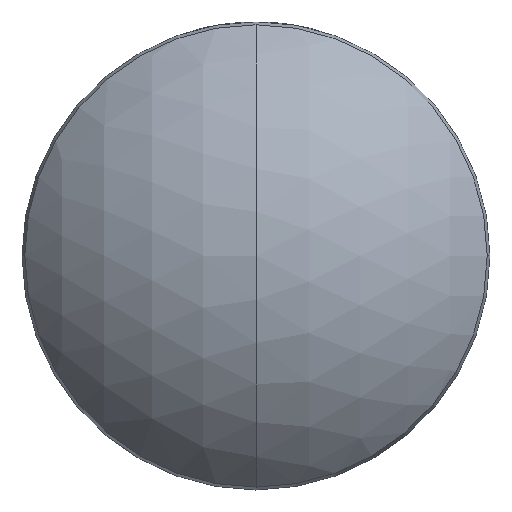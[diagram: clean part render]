
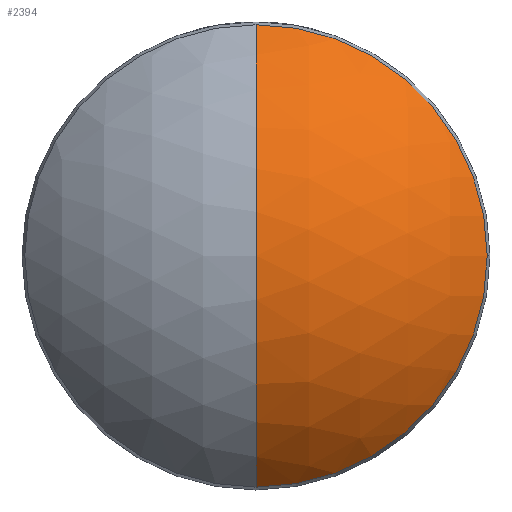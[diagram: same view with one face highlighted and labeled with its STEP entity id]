
A CAD part, top view. The second image highlights one B-rep face of the part: STEP entity #2394.
In plain terms, the highlighted spherical face has radius 16.1 mm.
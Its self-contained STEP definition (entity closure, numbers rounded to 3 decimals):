
#13 = VERTEX_POINT ( 'NONE', #2381 ) ;
#32 = CARTESIAN_POINT ( 'NONE',  ( 0., 12.548, 2.187 ) ) ;
#44 = EDGE_CURVE ( 'NONE', #13, #1489, #398, .T. ) ;
#170 = VERTEX_POINT ( 'NONE', #32 ) ;
#202 = AXIS2_PLACEMENT_3D ( 'NONE', #427, #1807, #217 ) ;
#217 = DIRECTION ( 'NONE',  ( -1., 0., 0. ) ) ;
#344 = DIRECTION ( 'NONE',  ( 0., 1., 0. ) ) ;
#398 = CIRCLE ( 'NONE', #202, 12.548 ) ;
#412 = SPHERICAL_SURFACE ( 'NONE', #2314, 16.1 ) ;
#427 = CARTESIAN_POINT ( 'NONE',  ( 0., 0., 2.187 ) ) ;
#466 = ORIENTED_EDGE ( 'NONE', *, *, #44, .T. ) ;
#478 = CIRCLE ( 'NONE', #2175, 16.1 ) ;
#527 = CARTESIAN_POINT ( 'NONE',  ( 0., 0., -7.9 ) ) ;
#567 = CIRCLE ( 'NONE', #969, 12.548 ) ;
#752 = DIRECTION ( 'NONE',  ( 1., 0., 0. ) ) ;
#850 = CARTESIAN_POINT ( 'NONE',  ( 12.548, 0., 2.187 ) ) ;
#954 = DIRECTION ( 'NONE',  ( -1., 0., 0. ) ) ;
#969 = AXIS2_PLACEMENT_3D ( 'NONE', #1557, #1740, #954 ) ;
#1032 = CIRCLE ( 'NONE', #2095, 16.1 ) ;
#1188 = ORIENTED_EDGE ( 'NONE', *, *, #2060, .F. ) ;
#1287 = CARTESIAN_POINT ( 'NONE',  ( 0., 0., -7.9 ) ) ;
#1370 = DIRECTION ( 'NONE',  ( 0., 1., 0. ) ) ;
#1406 = DIRECTION ( 'NONE',  ( 1., 0., 0. ) ) ;
#1482 = EDGE_LOOP ( 'NONE', ( #1188, #2578, #466, #2333 ) ) ;
#1489 = VERTEX_POINT ( 'NONE', #850 ) ;
#1557 = CARTESIAN_POINT ( 'NONE',  ( 0., 0., 2.187 ) ) ;
#1721 = EDGE_CURVE ( 'NONE', #1489, #170, #567, .T. ) ;
#1740 = DIRECTION ( 'NONE',  ( 0., 0., 1. ) ) ;
#1793 = CARTESIAN_POINT ( 'NONE',  ( 0., 0., 8.2 ) ) ;
#1807 = DIRECTION ( 'NONE',  ( 0., 0., 1. ) ) ;
#1879 = DIRECTION ( 'NONE',  ( 0., 0., 1. ) ) ;
#1900 = DIRECTION ( 'NONE',  ( -1., 0., 0. ) ) ;
#2060 = EDGE_CURVE ( 'NONE', #2240, #170, #1032, .T. ) ;
#2095 = AXIS2_PLACEMENT_3D ( 'NONE', #1287, #1900, #1879 ) ;
#2175 = AXIS2_PLACEMENT_3D ( 'NONE', #2203, #1406, #1370 ) ;
#2203 = CARTESIAN_POINT ( 'NONE',  ( 0., 0., -7.9 ) ) ;
#2223 = EDGE_CURVE ( 'NONE', #2240, #13, #478, .T. ) ;
#2240 = VERTEX_POINT ( 'NONE', #1793 ) ;
#2314 = AXIS2_PLACEMENT_3D ( 'NONE', #527, #752, #344 ) ;
#2320 = FACE_OUTER_BOUND ( 'NONE', #1482, .T. ) ;
#2333 = ORIENTED_EDGE ( 'NONE', *, *, #1721, .T. ) ;
#2381 = CARTESIAN_POINT ( 'NONE',  ( 0., -12.548, 2.187 ) ) ;
#2394 = ADVANCED_FACE ( 'NONE', ( #2320 ), #412, .T. ) ;
#2578 = ORIENTED_EDGE ( 'NONE', *, *, #2223, .T. ) ;
